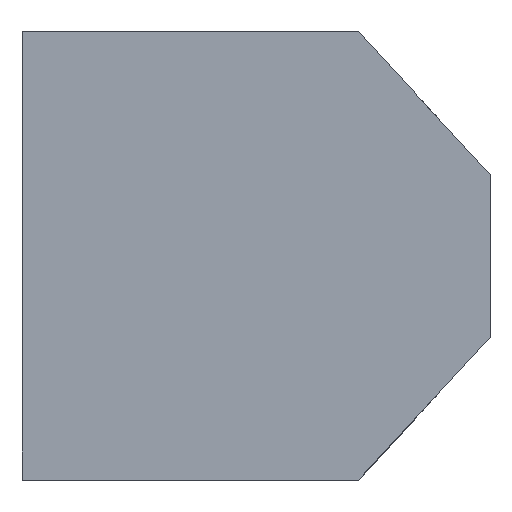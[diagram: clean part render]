
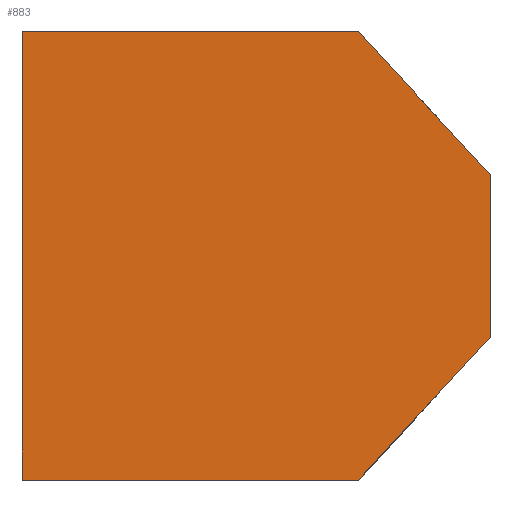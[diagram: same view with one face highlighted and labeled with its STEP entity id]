
A CAD part, top view. The second image highlights one B-rep face of the part: STEP entity #883.
In plain terms, the highlighted planar face has unit normal (0, 0, 1).
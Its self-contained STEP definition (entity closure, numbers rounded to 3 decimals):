
#106=PLANE('',#989);
#155=FACE_OUTER_BOUND('',#214,.T.);
#214=EDGE_LOOP('',(#815,#816,#817,#818,#819,#820));
#221=LINE('',#1259,#255);
#235=LINE('',#2148,#269);
#238=LINE('',#2155,#272);
#241=LINE('',#2161,#275);
#244=LINE('',#2167,#278);
#247=LINE('',#2172,#281);
#255=VECTOR('',#1045,10.);
#269=VECTOR('',#1183,10.);
#272=VECTOR('',#1190,10.);
#275=VECTOR('',#1195,10.);
#278=VECTOR('',#1200,10.);
#281=VECTOR('',#1205,10.);
#352=VERTEX_POINT('',#1256);
#353=VERTEX_POINT('',#1258);
#417=VERTEX_POINT('',#2147);
#419=VERTEX_POINT('',#2154);
#421=VERTEX_POINT('',#2160);
#423=VERTEX_POINT('',#2166);
#444=EDGE_CURVE('',#352,#353,#221,.T.);
#543=EDGE_CURVE('',#417,#353,#235,.T.);
#546=EDGE_CURVE('',#352,#419,#238,.T.);
#549=EDGE_CURVE('',#419,#421,#241,.T.);
#552=EDGE_CURVE('',#421,#423,#244,.T.);
#555=EDGE_CURVE('',#423,#417,#247,.T.);
#815=ORIENTED_EDGE('',*,*,#555,.T.);
#816=ORIENTED_EDGE('',*,*,#543,.T.);
#817=ORIENTED_EDGE('',*,*,#444,.F.);
#818=ORIENTED_EDGE('',*,*,#546,.T.);
#819=ORIENTED_EDGE('',*,*,#549,.T.);
#820=ORIENTED_EDGE('',*,*,#552,.T.);
#883=ADVANCED_FACE('',(#155),#106,.F.);
#989=AXIS2_PLACEMENT_3D('',#2175,#1209,#1210);
#1045=DIRECTION('',(0.,1.,0.));
#1183=DIRECTION('',(-1.,0.,0.));
#1190=DIRECTION('',(1.,0.,0.));
#1195=DIRECTION('',(0.678,0.735,0.));
#1200=DIRECTION('',(0.,1.,0.));
#1205=DIRECTION('',(-0.678,0.735,0.));
#1209=DIRECTION('center_axis',(0.,0.,-1.));
#1210=DIRECTION('ref_axis',(1.,0.,0.));
#1256=CARTESIAN_POINT('',(-20.,-28.199,-4.5));
#1258=CARTESIAN_POINT('',(-20.,8.199,-4.5));
#1259=CARTESIAN_POINT('',(-20.,-28.199,-4.5));
#2147=CARTESIAN_POINT('',(7.322,8.199,-4.5));
#2148=CARTESIAN_POINT('',(-15.,8.199,-4.5));
#2154=CARTESIAN_POINT('',(7.322,-28.199,-4.5));
#2155=CARTESIAN_POINT('',(-15.,-28.199,-4.5));
#2160=CARTESIAN_POINT('',(18.,-16.622,-4.5));
#2161=CARTESIAN_POINT('',(13.479,-21.524,-4.5));
#2166=CARTESIAN_POINT('',(18.,-3.378,-4.5));
#2167=CARTESIAN_POINT('',(18.,-28.199,-4.5));
#2172=CARTESIAN_POINT('',(10.089,5.199,-4.5));
#2175=CARTESIAN_POINT('Origin',(1.5,-10.,-4.5));
